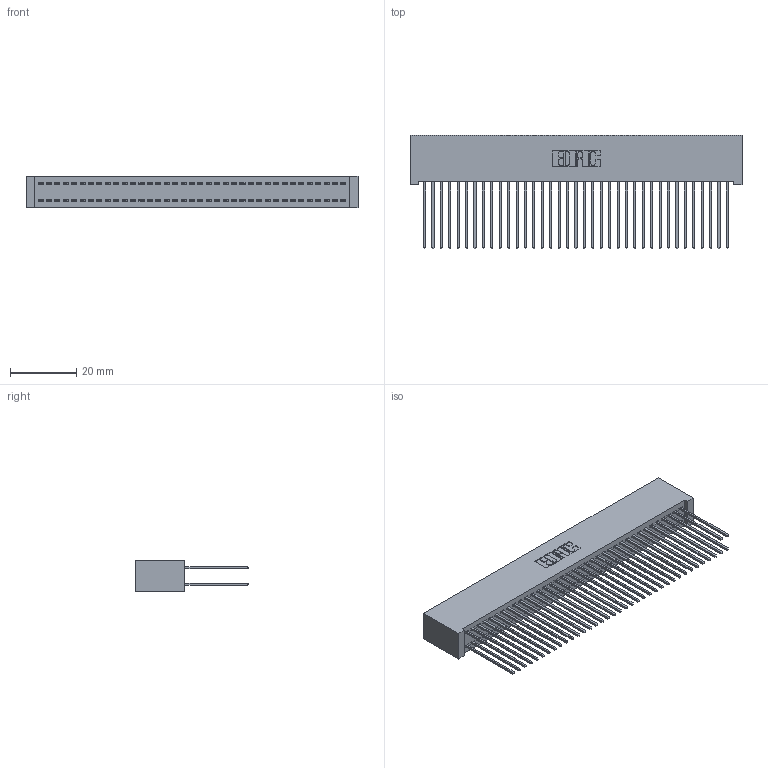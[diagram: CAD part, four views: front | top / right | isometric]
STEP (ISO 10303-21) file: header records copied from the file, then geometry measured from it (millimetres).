
FILE_DESCRIPTION (( 'STEP AP203' ), '1' );
FILE_NAME ('392-074-541-201.STEP', '2018-08-18T00:46:24', ( '' ), ( '' ), 'SwSTEP 2.0', 'SolidWorks 2016', '' );
FILE_SCHEMA (( 'CONFIG_CONTROL_DESIGN' ));
Length unit declared in the file: inch
Products named in the file (3): 342 Part_Lugless; 345-292-001_345-293-141; 392-074-541-201
Assembly tree (75 placements, depth 2):
  392-074-541-201
    342 Part_Lugless
    345-292-001_345-293-141  x74
Bounding box: 100.23 x 34.3 x 9.4 mm (x, y, z)
Volume: 9845.9 mm3; surface area: 18269.5 mm2
Topology: 75 solids, 75 shells, 3950 faces, 11745 edges, 7730 vertices
Faces by surface type: plane 2726, cylinder 1224
Entity records: 24059 total; most frequent: CARTESIAN_POINT 3990, ORIENTED_EDGE 3926, DIRECTION 3411, EDGE_CURVE 1963, VECTOR 1843, LINE 1843, VERTEX_POINT 1306, AXIS2_PLACEMENT_3D 784
